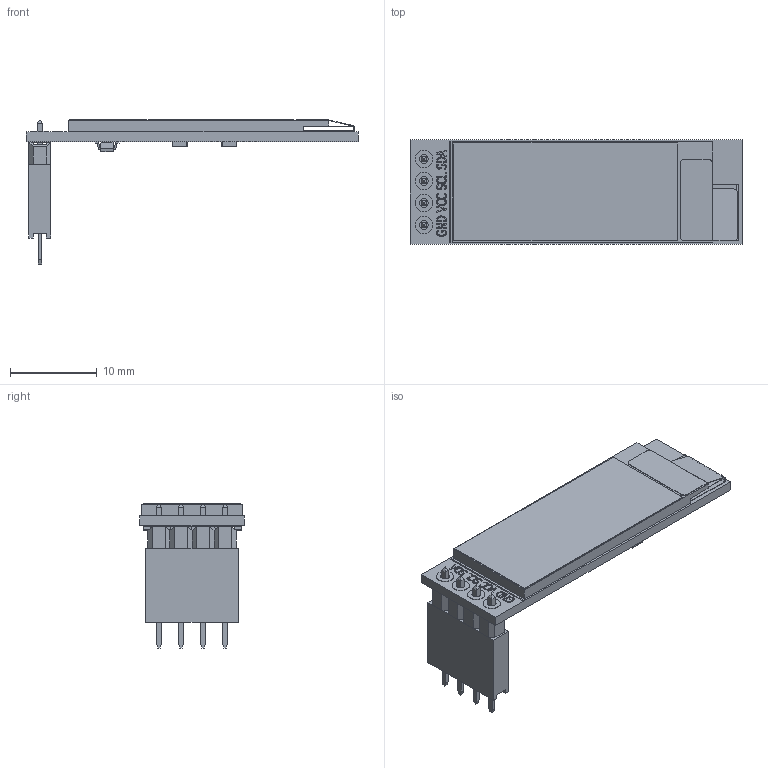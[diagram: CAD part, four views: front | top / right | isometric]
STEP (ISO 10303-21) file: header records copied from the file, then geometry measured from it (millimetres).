
FILE_DESCRIPTION(('FreeCAD Model'),'2;1');
FILE_NAME('Open CASCADE Shape Model','2023-07-31T13:02:02',(''),(''), 'Open CASCADE STEP processor 7.6','FreeCAD','Unknown');
FILE_SCHEMA(('AUTOMOTIVE_DESIGN { 1 0 10303 214 1 1 1 1 }'));
Length unit declared in the file: millimetre
Products named in the file (33): OLED_0.91_128x033; OLED_0.91_128x32; Pin Header 4 x 1 TH 2.54mm Pitch008; Pin Header 4 x 1 TH 2.54mm Pitch; Pin Header 4 x 1 TH 2.54mm Pitch001; Pin Header 4 x 1 TH 2.54mm Pitch002; Pin Header 4 x 1 TH 2.54mm Pitch003; Pin Header 4 x 1 TH 2.54mm Pitch004; Pin Header 4 x 1 TH 2.54mm Pitch005; Pin Header 4 x 1 TH 2.54mm Pitch006; Pin Header 4 x 1 TH 2.54mm Pitch007; PIN HEADER FAMALE 2.54MM P4 v1; RESC-0606; RESC-0603; RESC-0604; RESC-0605; RESC-0610; RESC-0614; RESC-0618; RESC-0622; RESC-0626; RESC-0630; RESC-0634; RESC-0638; RESC-0642; RESC-0646; RESC-0650; RESC-0654; 2SD0601A004; 2SD0601A; 2SD0601A001; 2SD0601A002; 2SD0601A003
Assembly tree (68 placements, depth 3):
  OLED_0.91_128x033
    OLED_0.91_128x32
    Pin Header 4 x 1 TH 2.54mm Pitch008
      Pin Header 4 x 1 TH 2.54mm Pitch
      Pin Header 4 x 1 TH 2.54mm Pitch001
      Pin Header 4 x 1 TH 2.54mm Pitch002
      Pin Header 4 x 1 TH 2.54mm Pitch003
      Pin Header 4 x 1 TH 2.54mm Pitch004
      Pin Header 4 x 1 TH 2.54mm Pitch005
      Pin Header 4 x 1 TH 2.54mm Pitch006
      Pin Header 4 x 1 TH 2.54mm Pitch007
      PIN HEADER FAMALE 2.54MM P4 v1
    RESC-0606
      RESC-0603
      RESC-0604
      RESC-0605
    RESC-0610
      RESC-0603
      RESC-0604
      RESC-0605
    RESC-0614
      RESC-0603
      RESC-0604
      RESC-0605
    RESC-0618
      RESC-0603
      RESC-0604
      RESC-0605
    RESC-0622
      RESC-0603
      RESC-0604
      RESC-0605
    RESC-0626
      RESC-0603
      RESC-0604
      RESC-0605
    RESC-0630
      RESC-0603
      RESC-0604
      RESC-0605
    RESC-0634
      RESC-0603
      RESC-0604
      RESC-0605
    RESC-0638
      RESC-0603
      RESC-0604
      RESC-0605
    RESC-0642
      RESC-0603
      RESC-0604
      RESC-0605
    RESC-0646
      RESC-0603
      RESC-0604
      RESC-0605
    RESC-0650
      RESC-0603
      RESC-0604
      RESC-0605
Bounding box: 38.3 x 12.1 x 16.62 mm (x, y, z)
Volume: 1276.6 mm3; surface area: 2377.6 mm2
Topology: 53 solids, 53 shells, 1263 faces, 3237 edges, 2118 vertices
Faces by surface type: plane 962, cylinder 191, bspline 110
Full cylindrical faces by diameter (mm): 1 x4, 2 x8
Entity records: 22085 total; most frequent: CARTESIAN_POINT 4841, ORIENTED_EDGE 3258, DIRECTION 2691, EDGE_CURVE 1629, LINE 1299, VECTOR 1299, VERTEX_POINT 1062, AXIS2_PLACEMENT_3D 696
